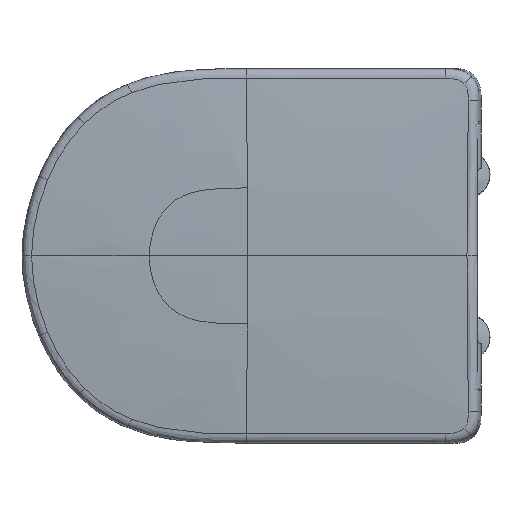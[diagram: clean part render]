
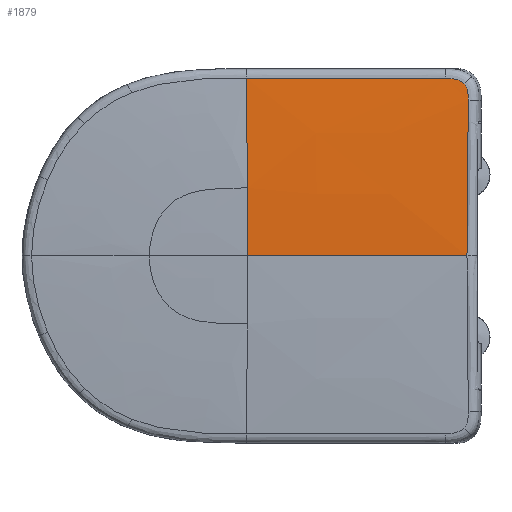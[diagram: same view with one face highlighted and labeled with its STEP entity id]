
A CAD part, top view. The second image highlights one B-rep face of the part: STEP entity #1879.
In plain terms, the highlighted free-form (B-spline) face has degree [3, 3] with [4, 4] control points.
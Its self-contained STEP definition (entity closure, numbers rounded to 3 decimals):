
#218=B_SPLINE_SURFACE_WITH_KNOTS('',3,3,((#12980,#12981,#12982,#12983),
(#12984,#12985,#12986,#12987),(#12988,#12989,#12990,#12991),(#12992,#12993,
#12994,#12995)),.UNSPECIFIED.,.F.,.F.,.F.,(4,4),(4,4),(0.,1.),(0.,1.),
 .UNSPECIFIED.);
#773=(
BOUNDED_CURVE()
B_SPLINE_CURVE(3,(#12915,#12916,#12917,#12918),.UNSPECIFIED.,.F.,.F.)
B_SPLINE_CURVE_WITH_KNOTS((4,4),(0.,1.),.UNSPECIFIED.)
CURVE()
GEOMETRIC_REPRESENTATION_ITEM()
RATIONAL_B_SPLINE_CURVE((1.,1.,1.,1.))
REPRESENTATION_ITEM('')
);
#774=(
BOUNDED_CURVE()
B_SPLINE_CURVE(3,(#12935,#12936,#12937,#12938),.UNSPECIFIED.,.F.,.F.)
B_SPLINE_CURVE_WITH_KNOTS((4,4),(0.,1.),.UNSPECIFIED.)
CURVE()
GEOMETRIC_REPRESENTATION_ITEM()
RATIONAL_B_SPLINE_CURVE((1.,1.,1.,1.))
REPRESENTATION_ITEM('')
);
#775=(
BOUNDED_CURVE()
B_SPLINE_CURVE(3,(#12941,#12942,#12943,#12944),.UNSPECIFIED.,.F.,.F.)
B_SPLINE_CURVE_WITH_KNOTS((4,4),(0.,1.),.UNSPECIFIED.)
CURVE()
GEOMETRIC_REPRESENTATION_ITEM()
RATIONAL_B_SPLINE_CURVE((1.,1.,1.,1.))
REPRESENTATION_ITEM('')
);
#776=(
BOUNDED_CURVE()
B_SPLINE_CURVE(7,(#12954,#12955,#12956,#12957,#12958,#12959,#12960,#12961),
 .UNSPECIFIED.,.F.,.F.)
B_SPLINE_CURVE_WITH_KNOTS((8,8),(0.,1.),.UNSPECIFIED.)
CURVE()
GEOMETRIC_REPRESENTATION_ITEM()
RATIONAL_B_SPLINE_CURVE((1.,1.,1.,1.,1.,1.,1.,1.))
REPRESENTATION_ITEM('')
);
#777=(
BOUNDED_CURVE()
B_SPLINE_CURVE(7,(#12963,#12964,#12965,#12966,#12967,#12968,#12969,#12970),
 .UNSPECIFIED.,.F.,.F.)
B_SPLINE_CURVE_WITH_KNOTS((8,8),(0.,1.),.UNSPECIFIED.)
CURVE()
GEOMETRIC_REPRESENTATION_ITEM()
RATIONAL_B_SPLINE_CURVE((1.,1.,1.,1.,1.,1.,1.,1.))
REPRESENTATION_ITEM('')
);
#778=(
BOUNDED_CURVE()
B_SPLINE_CURVE(7,(#12972,#12973,#12974,#12975,#12976,#12977,#12978,#12979),
 .UNSPECIFIED.,.F.,.F.)
B_SPLINE_CURVE_WITH_KNOTS((8,8),(0.,1.),.UNSPECIFIED.)
CURVE()
GEOMETRIC_REPRESENTATION_ITEM()
RATIONAL_B_SPLINE_CURVE((1.,1.,1.,1.,1.,1.,1.,1.))
REPRESENTATION_ITEM('')
);
#1879=ADVANCED_FACE('trim region',(#2563),#218,.T.);
#2563=FACE_OUTER_BOUND('',#3202,.T.);
#3202=EDGE_LOOP('',(#4038,#4039,#4040,#4041,#4042,#4043,#4044));
#4038=ORIENTED_EDGE('',*,*,#8170,.F.);
#4039=ORIENTED_EDGE('',*,*,#8171,.T.);
#4040=ORIENTED_EDGE('',*,*,#8169,.F.);
#4041=ORIENTED_EDGE('',*,*,#8172,.F.);
#4042=ORIENTED_EDGE('',*,*,#8173,.F.);
#4043=ORIENTED_EDGE('',*,*,#8174,.F.);
#4044=ORIENTED_EDGE('',*,*,#8175,.F.);
#7093=VERTEX_POINT('',#11944);
#7159=VERTEX_POINT('',#12914);
#7160=VERTEX_POINT('',#12939);
#7161=VERTEX_POINT('',#12940);
#7162=VERTEX_POINT('',#12953);
#7163=VERTEX_POINT('',#12962);
#7164=VERTEX_POINT('',#12971);
#8169=EDGE_CURVE('Edge Curve',#7159,#7093,#773,.T.);
#8170=EDGE_CURVE('Edge Curve',#7160,#7161,#774,.T.);
#8171=EDGE_CURVE('Edge Curve',#7160,#7093,#775,.T.);
#8172=EDGE_CURVE('Edge Curve',#7162,#7159,#9717,.T.);
#8173=EDGE_CURVE('Edge Curve',#7163,#7162,#776,.T.);
#8174=EDGE_CURVE('Edge Curve',#7164,#7163,#777,.T.);
#8175=EDGE_CURVE('Edge Curve',#7161,#7164,#778,.T.);
#9717=B_SPLINE_CURVE_WITH_KNOTS('',7,(#12945,#12946,#12947,#12948,#12949,
#12950,#12951,#12952),.UNSPECIFIED.,.F.,.F.,(8,8),(0.,1.),.UNSPECIFIED.);
#11944=CARTESIAN_POINT('',(-243.355,0.,24.942));
#12914=CARTESIAN_POINT('',(-0.291,0.,27.036));
#12915=CARTESIAN_POINT('',(-0.291,0.,27.036));
#12916=CARTESIAN_POINT('',(-88.709,0.,27.449));
#12917=CARTESIAN_POINT('',(-169.731,0.,26.751));
#12918=CARTESIAN_POINT('',(-243.355,0.,24.942));
#12935=CARTESIAN_POINT('',(-243.842,75.47,24.041));
#12936=CARTESIAN_POINT('',(-244.319,118.996,22.971));
#12937=CARTESIAN_POINT('',(-244.992,161.596,20.892));
#12938=CARTESIAN_POINT('',(-245.121,197.341,17.507));
#12939=CARTESIAN_POINT('',(-243.842,75.47,24.041));
#12940=CARTESIAN_POINT('',(-245.121,197.341,17.507));
#12941=CARTESIAN_POINT('',(-243.842,75.47,24.041));
#12942=CARTESIAN_POINT('',(-243.565,50.239,24.661));
#12943=CARTESIAN_POINT('',(-243.355,24.697,24.942));
#12944=CARTESIAN_POINT('',(-243.355,0.,24.942));
#12945=CARTESIAN_POINT('',(1.13,172.843,23.064));
#12946=CARTESIAN_POINT('',(0.688,148.182,24.423));
#12947=CARTESIAN_POINT('',(0.346,123.497,25.376));
#12948=CARTESIAN_POINT('',(0.078,98.805,26.081));
#12949=CARTESIAN_POINT('',(-0.109,74.106,26.569));
#12950=CARTESIAN_POINT('',(-0.232,49.405,26.883));
#12951=CARTESIAN_POINT('',(-0.291,24.702,27.036));
#12952=CARTESIAN_POINT('',(-0.291,0.,27.036));
#12953=CARTESIAN_POINT('',(1.13,172.843,23.064));
#12954=CARTESIAN_POINT('',(-3.619,191.143,21.882));
#12955=CARTESIAN_POINT('',(-1.685,189.148,22.045));
#12956=CARTESIAN_POINT('',(-0.191,186.721,22.226));
#12957=CARTESIAN_POINT('',(0.643,183.931,22.414));
#12958=CARTESIAN_POINT('',(1.065,181.196,22.585));
#12959=CARTESIAN_POINT('',(1.216,178.397,22.753));
#12960=CARTESIAN_POINT('',(1.18,175.622,22.911));
#12961=CARTESIAN_POINT('',(1.13,172.843,23.064));
#12962=CARTESIAN_POINT('',(-3.619,191.143,21.882));
#12963=CARTESIAN_POINT('',(-24.203,197.147,21.15));
#12964=CARTESIAN_POINT('',(-21.055,197.143,21.198));
#12965=CARTESIAN_POINT('',(-17.91,197.05,21.252));
#12966=CARTESIAN_POINT('',(-14.745,196.75,21.323));
#12967=CARTESIAN_POINT('',(-11.667,196.111,21.417));
#12968=CARTESIAN_POINT('',(-8.572,195.107,21.537));
#12969=CARTESIAN_POINT('',(-5.806,193.401,21.698));
#12970=CARTESIAN_POINT('',(-3.619,191.143,21.882));
#12971=CARTESIAN_POINT('',(-24.203,197.147,21.15));
#12972=CARTESIAN_POINT('',(-245.121,197.341,17.507));
#12973=CARTESIAN_POINT('',(-213.562,197.341,18.079));
#12974=CARTESIAN_POINT('',(-182.003,197.327,18.628));
#12975=CARTESIAN_POINT('',(-150.444,197.313,19.159));
#12976=CARTESIAN_POINT('',(-118.884,197.265,19.676));
#12977=CARTESIAN_POINT('',(-87.324,197.25,20.178));
#12978=CARTESIAN_POINT('',(-55.764,197.191,20.67));
#12979=CARTESIAN_POINT('',(-24.203,197.147,21.15));
#12980=CARTESIAN_POINT('',(2.854,0.,27.021));
#12981=CARTESIAN_POINT('',(-86.789,0.,27.465));
#12982=CARTESIAN_POINT('',(-168.859,0.,26.772));
#12983=CARTESIAN_POINT('',(-243.355,0.,24.942));
#12984=CARTESIAN_POINT('',(2.854,67.581,27.021));
#12985=CARTESIAN_POINT('',(-86.789,67.62,27.465));
#12986=CARTESIAN_POINT('',(-168.859,67.664,26.772));
#12987=CARTESIAN_POINT('',(-243.355,67.715,24.942));
#12988=CARTESIAN_POINT('',(2.815,141.638,25.572));
#12989=CARTESIAN_POINT('',(-87.466,141.678,25.36));
#12990=CARTESIAN_POINT('',(-170.061,141.718,24.534));
#12991=CARTESIAN_POINT('',(-244.936,141.779,22.829));
#12992=CARTESIAN_POINT('',(2.79,198.238,21.476));
#12993=CARTESIAN_POINT('',(-87.554,198.289,20.106));
#12994=CARTESIAN_POINT('',(-170.203,198.334,18.763));
#12995=CARTESIAN_POINT('',(-245.125,198.378,17.408));
